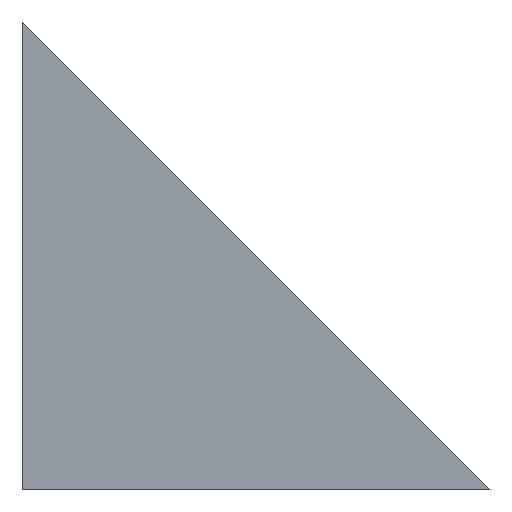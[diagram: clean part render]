
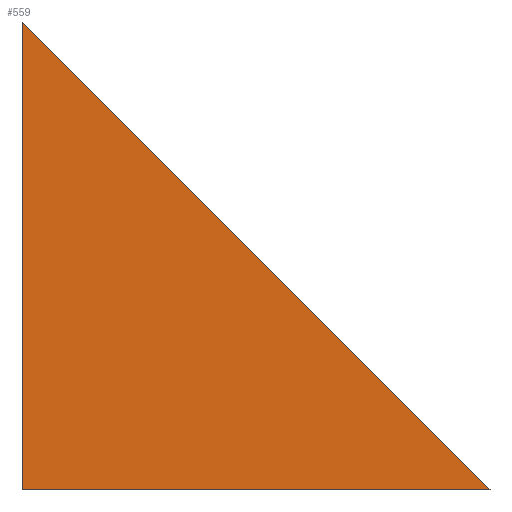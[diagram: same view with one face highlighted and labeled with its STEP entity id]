
A CAD part, left-side view. The second image highlights one B-rep face of the part: STEP entity #559.
In plain terms, the highlighted planar face has unit normal (-1, 0, 0).
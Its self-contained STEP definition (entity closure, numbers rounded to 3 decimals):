
#12 = CARTESIAN_POINT ( 'NONE',  ( 0., 4000., 0. ) ) ;
#17 = EDGE_CURVE ( 'NONE', #504, #71, #193, .T. ) ;
#23 = CARTESIAN_POINT ( 'NONE',  ( 0., 0., 0. ) ) ;
#29 = DIRECTION ( 'NONE',  ( 1., 0., 0. ) ) ;
#33 = CARTESIAN_POINT ( 'NONE',  ( 0., 0., 0. ) ) ;
#35 = EDGE_CURVE ( 'NONE', #71, #459, #406, .T. ) ;
#36 = ORIENTED_EDGE ( 'NONE', *, *, #17, .F. ) ;
#60 = AXIS2_PLACEMENT_3D ( 'NONE', #33, #29, #211 ) ;
#71 = VERTEX_POINT ( 'NONE', #220 ) ;
#76 = EDGE_CURVE ( 'NONE', #459, #101, #513, .T. ) ;
#99 = DIRECTION ( 'NONE',  ( 0., 0., 1. ) ) ;
#101 = VERTEX_POINT ( 'NONE', #133 ) ;
#126 = CARTESIAN_POINT ( 'NONE',  ( 0., 4000., 0. ) ) ;
#133 = CARTESIAN_POINT ( 'NONE',  ( 0., 4000., 0. ) ) ;
#138 = ORIENTED_EDGE ( 'NONE', *, *, #259, .F. ) ;
#143 = DIRECTION ( 'NONE',  ( 0., 0., 1. ) ) ;
#175 = DIRECTION ( 'NONE',  ( 0., 1., 0. ) ) ;
#184 = VECTOR ( 'NONE', #143, 1000. ) ;
#193 = LINE ( 'NONE', #126, #470 ) ;
#196 = ORIENTED_EDGE ( 'NONE', *, *, #76, .F. ) ;
#211 = DIRECTION ( 'NONE',  ( 0., 0., -1. ) ) ;
#220 = CARTESIAN_POINT ( 'NONE',  ( 0., 4000., 4000. ) ) ;
#224 = CARTESIAN_POINT ( 'NONE',  ( 0., 0., 0. ) ) ;
#253 = LINE ( 'NONE', #12, #480 ) ;
#257 = PLANE ( 'NONE',  #60 ) ;
#259 = EDGE_CURVE ( 'NONE', #327, #504, #492, .T. ) ;
#264 = EDGE_CURVE ( 'NONE', #101, #327, #253, .T. ) ;
#265 = DIRECTION ( 'NONE',  ( 0., -0.707, -0.707 ) ) ;
#271 = EDGE_LOOP ( 'NONE', ( #196, #370, #36, #138, #348 ) ) ;
#327 = VERTEX_POINT ( 'NONE', #456 ) ;
#332 = CARTESIAN_POINT ( 'NONE',  ( 0., 4000., 3750. ) ) ;
#348 = ORIENTED_EDGE ( 'NONE', *, *, #264, .F. ) ;
#370 = ORIENTED_EDGE ( 'NONE', *, *, #35, .F. ) ;
#406 = LINE ( 'NONE', #532, #437 ) ;
#437 = VECTOR ( 'NONE', #265, 1000. ) ;
#442 = DIRECTION ( 'NONE',  ( 0., 0., 1. ) ) ;
#455 = CARTESIAN_POINT ( 'NONE',  ( 0., 4000., 0. ) ) ;
#456 = CARTESIAN_POINT ( 'NONE',  ( 0., 4000., 250. ) ) ;
#459 = VERTEX_POINT ( 'NONE', #23 ) ;
#460 = FACE_OUTER_BOUND ( 'NONE', #271, .T. ) ;
#470 = VECTOR ( 'NONE', #442, 1000. ) ;
#480 = VECTOR ( 'NONE', #99, 1000. ) ;
#486 = VECTOR ( 'NONE', #175, 1000. ) ;
#492 = LINE ( 'NONE', #455, #184 ) ;
#504 = VERTEX_POINT ( 'NONE', #332 ) ;
#513 = LINE ( 'NONE', #224, #486 ) ;
#532 = CARTESIAN_POINT ( 'NONE',  ( 0., 4000., 4000. ) ) ;
#559 = ADVANCED_FACE ( 'NONE', ( #460 ), #257, .F. ) ;
